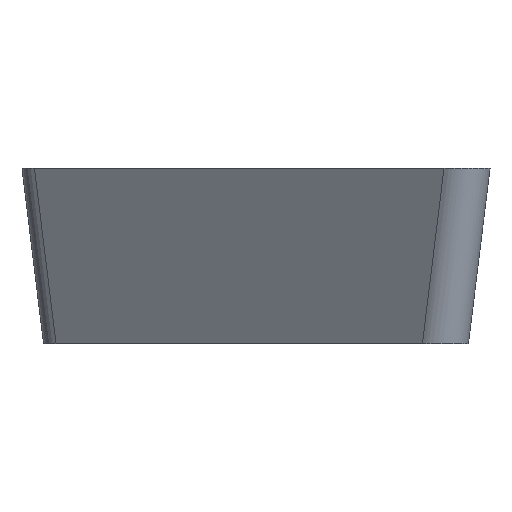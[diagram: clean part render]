
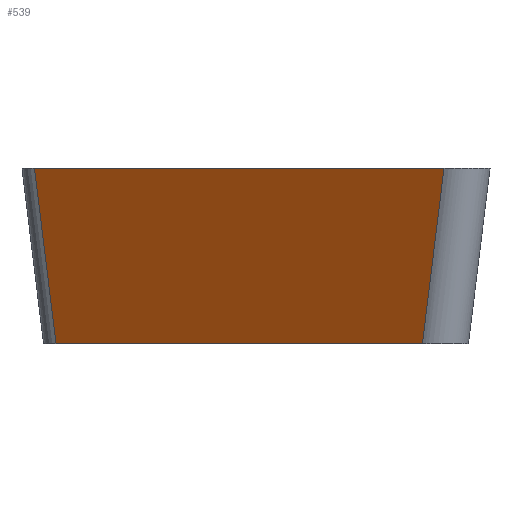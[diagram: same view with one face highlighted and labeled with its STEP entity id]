
A CAD part, left-side view. The second image highlights one B-rep face of the part: STEP entity #539.
In plain terms, the highlighted planar face has unit normal (-0.813, 0.569, -0.122).
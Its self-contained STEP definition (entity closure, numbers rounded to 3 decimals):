
#50=CARTESIAN_POINT('',(0.437,0.625,0.));
#64=DIRECTION('',(0.574,0.819,0.));
#65=VECTOR('',#64,6.783);
#66=CARTESIAN_POINT('',(0.437,0.625,0.));
#67=LINE('',#66,#65);
#74=CARTESIAN_POINT('',(4.328,6.181,0.));
#193=DIRECTION('',(-0.228,-0.119,0.966));
#194=VECTOR('',#193,2.463);
#195=CARTESIAN_POINT('',(0.999,0.917,-2.38));
#196=LINE('',#195,#194);
#200=DIRECTION('',(-0.063,0.122,0.991));
#201=VECTOR('',#200,2.403);
#202=CARTESIAN_POINT('',(4.48,5.888,-2.38));
#203=LINE('',#202,#201);
#215=CARTESIAN_POINT('',(0.999,0.917,-2.38));
#256=DIRECTION('',(0.574,0.819,0.));
#257=VECTOR('',#256,6.069);
#258=CARTESIAN_POINT('',(0.999,0.917,-2.38));
#259=LINE('',#258,#257);
#371=VERTEX_POINT('',#50);
#375=VERTEX_POINT('',#215);
#387=VERTEX_POINT('',#74);
#388=CARTESIAN_POINT('',(4.48,5.888,-2.38));
#389=VERTEX_POINT('',#388);
#527=CARTESIAN_POINT('',(4.446,6.35,0.));
#528=DIRECTION('',(-0.813,0.569,-0.122));
#529=DIRECTION('',(0.574,0.819,0.));
#530=AXIS2_PLACEMENT_3D('',#527,#528,#529);
#531=PLANE('',#530);
#532=ORIENTED_EDGE('',*,*,#438,.F.);
#534=ORIENTED_EDGE('',*,*,#533,.T.);
#535=ORIENTED_EDGE('',*,*,#519,.T.);
#536=ORIENTED_EDGE('',*,*,#398,.F.);
#537=EDGE_LOOP('',(#532,#534,#535,#536));
#538=FACE_OUTER_BOUND('',#537,.F.);
#398=EDGE_CURVE('',#371,#387,#67,.T.);
#438=EDGE_CURVE('',#375,#371,#196,.T.);
#519=EDGE_CURVE('',#389,#387,#203,.T.);
#533=EDGE_CURVE('',#375,#389,#259,.T.);
#539=ADVANCED_FACE('',(#538),#531,.T.);
